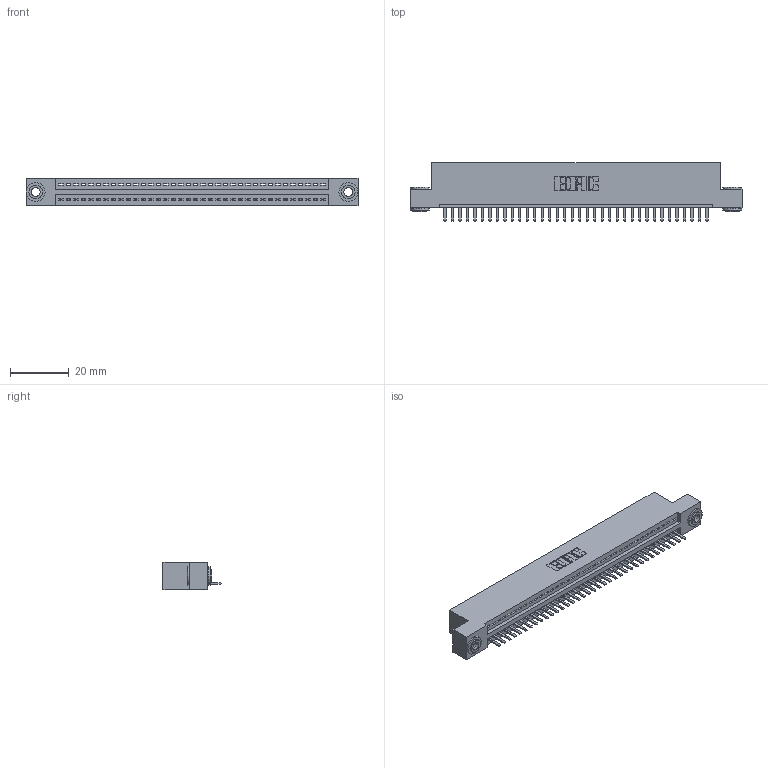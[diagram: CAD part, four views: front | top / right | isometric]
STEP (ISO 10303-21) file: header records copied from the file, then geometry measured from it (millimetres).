
FILE_DESCRIPTION (( 'STEP AP203' ), '1' );
FILE_NAME ('345-036-520-103.STEP', '2019-10-07T22:14:09', ( '' ), ( '' ), 'SwSTEP 2.0', 'SolidWorks 2016', '' );
FILE_SCHEMA (( 'CONFIG_CONTROL_DESIGN' ));
Length unit declared in the file: inch
Products named in the file (4): 345-292-001_345-293-120; 345-036-520-103; 345 Part_Flush Mounting Lugs - 0.156 Dia-TH; 345-250-002_345-250-002-102
Assembly tree (39 placements, depth 2):
  345-036-520-103
    345 Part_Flush Mounting Lugs - 0.156 Dia-TH
    345-292-001_345-293-120  x36
    345-250-002_345-250-002-102  x2
Bounding box: 112.65 x 19.68 x 9.4 mm (x, y, z)
Volume: 10566.2 mm3; surface area: 13835.7 mm2
Topology: 39 solids, 39 shells, 2396 faces, 7041 edges, 4594 vertices
Faces by surface type: plane 1602, cylinder 786, cone 8
Entity records: 28666 total; most frequent: CARTESIAN_POINT 4955, ORIENTED_EDGE 4906, DIRECTION 4355, EDGE_CURVE 2453, VECTOR 2149, LINE 2149, VERTEX_POINT 1630, AXIS2_PLACEMENT_3D 1103
